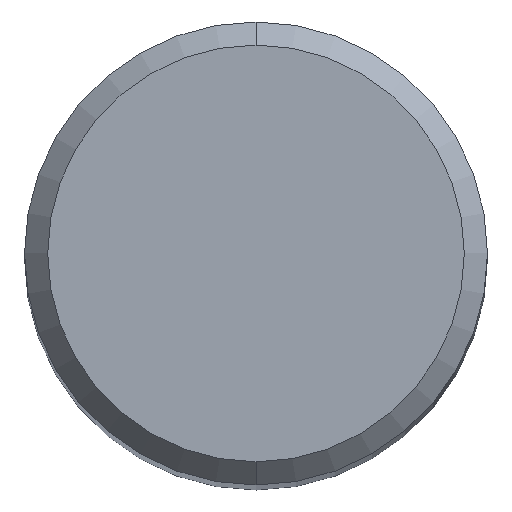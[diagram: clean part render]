
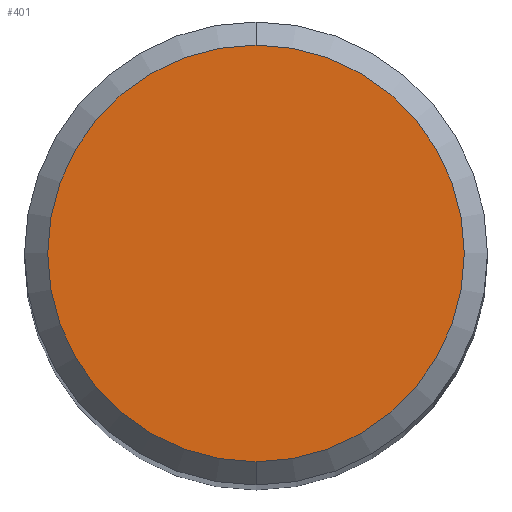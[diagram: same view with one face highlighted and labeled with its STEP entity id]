
A CAD part, top view. The second image highlights one B-rep face of the part: STEP entity #401.
In plain terms, the highlighted planar face has unit normal (0, 0, 1).
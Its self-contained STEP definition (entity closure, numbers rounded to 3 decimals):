
#315=VERTEX_POINT('',#636);
#351=EDGE_CURVE('',#315,#375,#676,.T.);
#363=EDGE_CURVE('',#375,#315,#689,.T.);
#375=VERTEX_POINT('',#702);
#401=ADVANCED_FACE('',(#731),#732,.T.);
#636=CARTESIAN_POINT('',(0.0,3.6,0.0));
#676=CIRCLE('',#1272,3.6);
#689=CIRCLE('',#1292,3.6);
#702=CARTESIAN_POINT('',(0.,-3.6,0.0));
#731=FACE_OUTER_BOUND('',#1356,.T.);
#732=PLANE('',#1357);
#1272=AXIS2_PLACEMENT_3D('',#1670,#1671,#1672);
#1292=AXIS2_PLACEMENT_3D('',#1681,#1682,#1683);
#1356=EDGE_LOOP('',(#1724,#1725));
#1357=AXIS2_PLACEMENT_3D('',#1726,#1727,#1728);
#1670=CARTESIAN_POINT('',(0.0,0.0,0.0));
#1671=DIRECTION('',(0.0,0.0,-1.0));
#1672=DIRECTION('',(0.0,1.0,0.0));
#1681=CARTESIAN_POINT('',(0.0,0.0,0.0));
#1682=DIRECTION('',(0.0,0.0,-1.0));
#1683=DIRECTION('',(0.0,1.0,0.0));
#1724=ORIENTED_EDGE('',*,*,#351,.F.);
#1725=ORIENTED_EDGE('',*,*,#363,.F.);
#1726=CARTESIAN_POINT('',(0.0,1.8,0.0));
#1727=DIRECTION('',(-0.0,0.0,1.0));
#1728=DIRECTION('',(0.0,-1.0,0.0));
